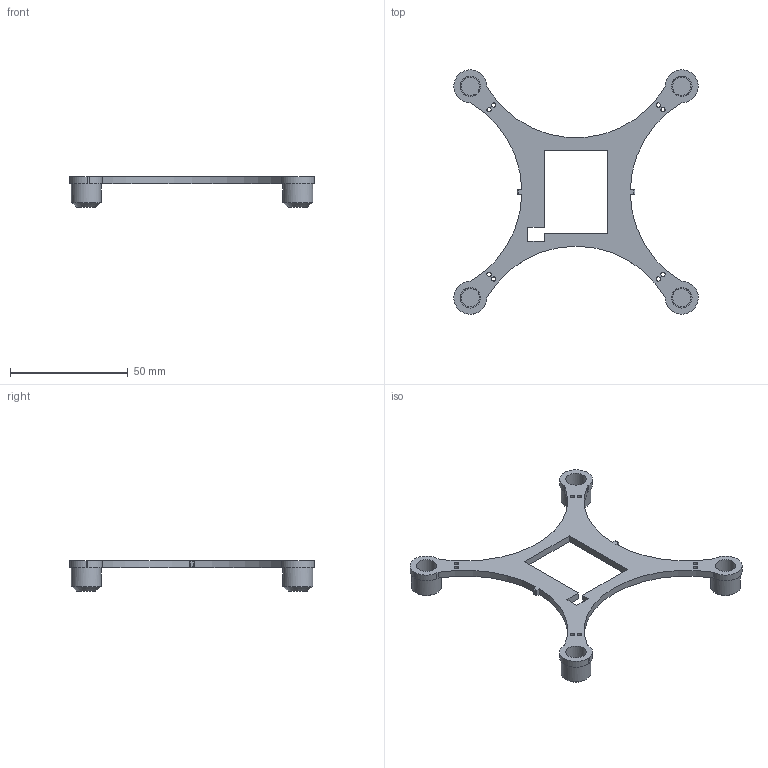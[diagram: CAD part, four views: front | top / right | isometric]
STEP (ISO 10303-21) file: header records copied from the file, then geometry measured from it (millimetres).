
FILE_DESCRIPTION(/* description */ (''),/* implementation_level */ '2;1');
FILE_NAME(/* name */ 'new body v9.step',/* time_stamp */ '2023-05-18T19:22:22-07:00',/* author */ (''),/* organization */ (''),/* preprocessor_version */ 'ST-DEVELOPER v19.2',/* originating_system */ 'Autodesk Translation Framework v12.4.0.73',/* authorisation */ '');
FILE_SCHEMA (('AUTOMOTIVE_DESIGN { 1 0 10303 214 3 1 1 }'));
Length unit declared in the file: millimetre
Products named in the file (1): new body
Bounding box: 103.97 x 103.97 x 13 mm (x, y, z)
Volume: 10678.1 mm3; surface area: 10343.1 mm2
Topology: 1 solids, 1 shells, 98 faces, 260 edges, 164 vertices
Faces by surface type: plane 52, cylinder 38, bspline 4, cone 4
Full cylindrical faces by diameter (mm): 1.8 x8, 8.7 x4, 12.7 x4
Entity records: 3501 total; most frequent: CARTESIAN_POINT 922, DIRECTION 534, ORIENTED_EDGE 520, EDGE_CURVE 260, AXIS2_PLACEMENT_3D 191, VERTEX_POINT 164, LINE 152, VECTOR 152
